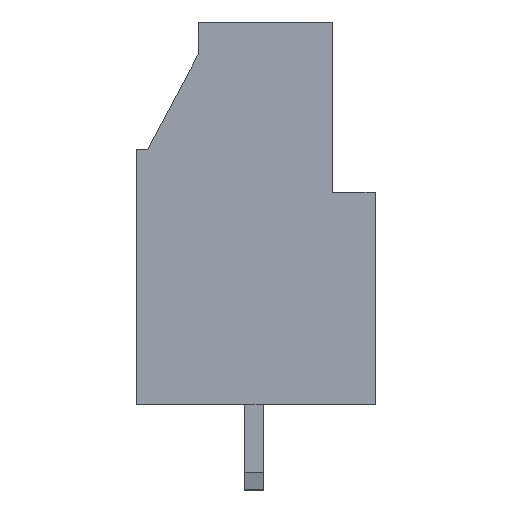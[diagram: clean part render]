
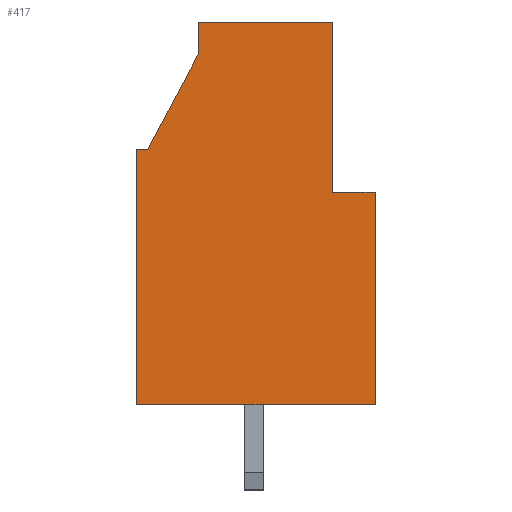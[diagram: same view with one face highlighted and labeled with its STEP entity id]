
A CAD part, front view. The second image highlights one B-rep face of the part: STEP entity #417.
In plain terms, the highlighted planar face has unit normal (0, -1, 0).
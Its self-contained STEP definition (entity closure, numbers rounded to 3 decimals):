
#417 = ADVANCED_FACE( '', ( #971 ), #972, .F. );
#971 = FACE_OUTER_BOUND( '', #1684, .T. );
#972 = PLANE( '', #1685 );
#1684 = EDGE_LOOP( '', ( #2732, #2733, #2734, #2735, #2736, #2737, #2738, #2739, #2740 ) );
#1685 = AXIS2_PLACEMENT_3D( '', #2741, #2742, #2743 );
#2732 = ORIENTED_EDGE( '', *, *, #4632, .F. );
#2733 = ORIENTED_EDGE( '', *, *, #4633, .F. );
#2734 = ORIENTED_EDGE( '', *, *, #4634, .F. );
#2735 = ORIENTED_EDGE( '', *, *, #4635, .F. );
#2736 = ORIENTED_EDGE( '', *, *, #4626, .F. );
#2737 = ORIENTED_EDGE( '', *, *, #4636, .T. );
#2738 = ORIENTED_EDGE( '', *, *, #4637, .F. );
#2739 = ORIENTED_EDGE( '', *, *, #4638, .T. );
#2740 = ORIENTED_EDGE( '', *, *, #4639, .F. );
#2741 = CARTESIAN_POINT( '', ( 12.134, -2.5, 19.8 ) );
#2742 = DIRECTION( '', ( 0., 1., 0. ) );
#2743 = DIRECTION( '', ( 1., 0., 0. ) );
#4626 = EDGE_CURVE( '', #5658, #5660, #5661, .T. );
#4632 = EDGE_CURVE( '', #5668, #5669, #5670, .T. );
#4633 = EDGE_CURVE( '', #5671, #5668, #5672, .T. );
#4634 = EDGE_CURVE( '', #5673, #5671, #5674, .T. );
#4635 = EDGE_CURVE( '', #5660, #5673, #5675, .T. );
#4636 = EDGE_CURVE( '', #5658, #5676, #5677, .T. );
#4637 = EDGE_CURVE( '', #5678, #5676, #5679, .T. );
#4638 = EDGE_CURVE( '', #5678, #5680, #5681, .T. );
#4639 = EDGE_CURVE( '', #5669, #5680, #5682, .T. );
#5658 = VERTEX_POINT( '', #7099 );
#5660 = VERTEX_POINT( '', #7102 );
#5661 = LINE( '', #7103, #7104 );
#5668 = VERTEX_POINT( '', #7114 );
#5669 = VERTEX_POINT( '', #7115 );
#5670 = LINE( '', #7116, #7117 );
#5671 = VERTEX_POINT( '', #7118 );
#5672 = LINE( '', #7119, #7120 );
#5673 = VERTEX_POINT( '', #7121 );
#5674 = LINE( '', #7122, #7123 );
#5675 = LINE( '', #7124, #7125 );
#5676 = VERTEX_POINT( '', #7126 );
#5677 = LINE( '', #7127, #7128 );
#5678 = VERTEX_POINT( '', #7129 );
#5679 = LINE( '', #7130, #7131 );
#5680 = VERTEX_POINT( '', #7132 );
#5681 = LINE( '', #7133, #7134 );
#5682 = LINE( '', #7135, #7136 );
#7099 = CARTESIAN_POINT( '', ( 0., -2.5, 12. ) );
#7102 = CARTESIAN_POINT( '', ( 0.5, -2.5, 12. ) );
#7103 = CARTESIAN_POINT( '', ( 5.35, -2.5, 12. ) );
#7104 = VECTOR( '', #8414, 1000. );
#7114 = CARTESIAN_POINT( '', ( 9.2, -2.5, 18. ) );
#7115 = CARTESIAN_POINT( '', ( 9.2, -2.5, 10. ) );
#7116 = CARTESIAN_POINT( '', ( 9.2, -2.5, 18. ) );
#7117 = VECTOR( '', #8418, 1000. );
#7118 = CARTESIAN_POINT( '', ( 2.9, -2.5, 18. ) );
#7119 = CARTESIAN_POINT( '', ( 5.35, -2.5, 18. ) );
#7120 = VECTOR( '', #8419, 1000. );
#7121 = CARTESIAN_POINT( '', ( 2.9, -2.5, 16.5 ) );
#7122 = CARTESIAN_POINT( '', ( 2.9, -2.5, -1. ) );
#7123 = VECTOR( '', #8420, 1000. );
#7124 = CARTESIAN_POINT( '', ( -6.433, -2.5, -1. ) );
#7125 = VECTOR( '', #8421, 1000. );
#7126 = CARTESIAN_POINT( '', ( 0., -2.5, 0. ) );
#7127 = CARTESIAN_POINT( '', ( 0., -2.5, -1. ) );
#7128 = VECTOR( '', #8422, 1000. );
#7129 = CARTESIAN_POINT( '', ( 11.2, -2.5, 0. ) );
#7130 = CARTESIAN_POINT( '', ( 5.35, -2.5, 0. ) );
#7131 = VECTOR( '', #8423, 1000. );
#7132 = CARTESIAN_POINT( '', ( 11.2, -2.5, 10. ) );
#7133 = CARTESIAN_POINT( '', ( 11.2, -2.5, -1. ) );
#7134 = VECTOR( '', #8424, 1000. );
#7135 = CARTESIAN_POINT( '', ( 9.038, -2.5, 10. ) );
#7136 = VECTOR( '', #8425, 1000. );
#8414 = DIRECTION( '', ( 1., 0., 0. ) );
#8418 = DIRECTION( '', ( 0., 0., -1. ) );
#8419 = DIRECTION( '', ( 1., 0., 0. ) );
#8420 = DIRECTION( '', ( 0., 0., 1. ) );
#8421 = DIRECTION( '', ( 0.471, 0., 0.882 ) );
#8422 = DIRECTION( '', ( 0., 0., -1. ) );
#8423 = DIRECTION( '', ( -1., 0., 0. ) );
#8424 = DIRECTION( '', ( 0., 0., 1. ) );
#8425 = DIRECTION( '', ( 1., 0., 0. ) );
